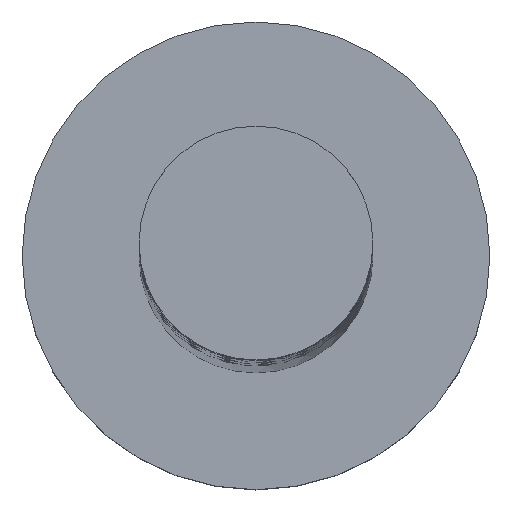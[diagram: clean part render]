
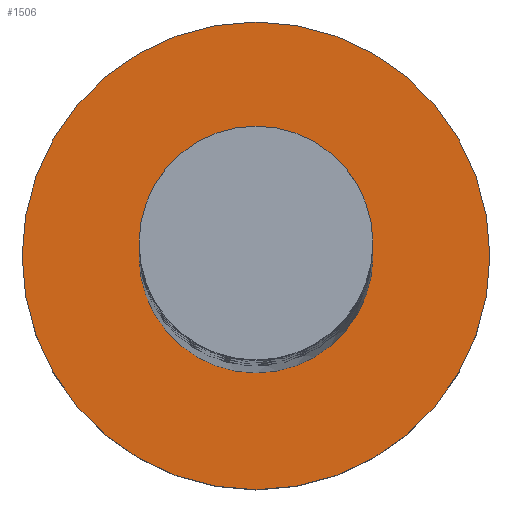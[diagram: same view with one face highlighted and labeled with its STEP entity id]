
A CAD part, top view. The second image highlights one B-rep face of the part: STEP entity #1506.
In plain terms, the highlighted planar face has unit normal (0, 0, 1).
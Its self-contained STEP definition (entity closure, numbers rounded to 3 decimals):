
#30 = AXIS2_PLACEMENT_3D ( 'NONE', #1060, #1184, #1299 ) ;
#61 = AXIS2_PLACEMENT_3D ( 'NONE', #997, #1521, #1509 ) ;
#110 = DIRECTION ( 'NONE',  ( 1., 0., 0. ) ) ;
#183 = ORIENTED_EDGE ( 'NONE', *, *, #192, .F. ) ;
#188 = VERTEX_POINT ( 'NONE', #607 ) ;
#192 = EDGE_CURVE ( 'NONE', #819, #687, #263, .T. ) ;
#263 = CIRCLE ( 'NONE', #642, 2.5 ) ;
#280 = CARTESIAN_POINT ( 'NONE',  ( 2.5, 0., 3. ) ) ;
#282 = ORIENTED_EDGE ( 'NONE', *, *, #1638, .T. ) ;
#306 = EDGE_LOOP ( 'NONE', ( #183, #890 ) ) ;
#344 = CARTESIAN_POINT ( 'NONE',  ( -2.5, 0., 3. ) ) ;
#347 = FACE_OUTER_BOUND ( 'NONE', #1115, .T. ) ;
#438 = EDGE_CURVE ( 'NONE', #687, #819, #1315, .T. ) ;
#496 = CARTESIAN_POINT ( 'NONE',  ( 0., 0., 3. ) ) ;
#497 = PLANE ( 'NONE',  #1081 ) ;
#505 = DIRECTION ( 'NONE',  ( 0., 0., 1. ) ) ;
#586 = CARTESIAN_POINT ( 'NONE',  ( 0., 0., 3. ) ) ;
#607 = CARTESIAN_POINT ( 'NONE',  ( -5., 0., 3. ) ) ;
#642 = AXIS2_PLACEMENT_3D ( 'NONE', #586, #1253, #1635 ) ;
#672 = EDGE_CURVE ( 'NONE', #1142, #188, #749, .T. ) ;
#687 = VERTEX_POINT ( 'NONE', #280 ) ;
#705 = AXIS2_PLACEMENT_3D ( 'NONE', #496, #1421, #1559 ) ;
#749 = CIRCLE ( 'NONE', #30, 5. ) ;
#766 = FACE_BOUND ( 'NONE', #306, .T. ) ;
#780 = CIRCLE ( 'NONE', #61, 5. ) ;
#804 = CARTESIAN_POINT ( 'NONE',  ( 5., 0., 3. ) ) ;
#819 = VERTEX_POINT ( 'NONE', #344 ) ;
#864 = CARTESIAN_POINT ( 'NONE',  ( 0., 0., 3. ) ) ;
#890 = ORIENTED_EDGE ( 'NONE', *, *, #438, .F. ) ;
#997 = CARTESIAN_POINT ( 'NONE',  ( 0., 0., 3. ) ) ;
#1060 = CARTESIAN_POINT ( 'NONE',  ( 0., 0., 3. ) ) ;
#1081 = AXIS2_PLACEMENT_3D ( 'NONE', #864, #505, #110 ) ;
#1115 = EDGE_LOOP ( 'NONE', ( #282, #1188 ) ) ;
#1142 = VERTEX_POINT ( 'NONE', #804 ) ;
#1184 = DIRECTION ( 'NONE',  ( 0., 0., 1. ) ) ;
#1188 = ORIENTED_EDGE ( 'NONE', *, *, #672, .T. ) ;
#1253 = DIRECTION ( 'NONE',  ( 0., 0., 1. ) ) ;
#1299 = DIRECTION ( 'NONE',  ( 1., 0., 0. ) ) ;
#1315 = CIRCLE ( 'NONE', #705, 2.5 ) ;
#1421 = DIRECTION ( 'NONE',  ( 0., 0., 1. ) ) ;
#1506 = ADVANCED_FACE ( 'NONE', ( #766, #347 ), #497, .T. ) ;
#1509 = DIRECTION ( 'NONE',  ( 1., 0., 0. ) ) ;
#1521 = DIRECTION ( 'NONE',  ( 0., 0., 1. ) ) ;
#1559 = DIRECTION ( 'NONE',  ( 1., 0., 0. ) ) ;
#1635 = DIRECTION ( 'NONE',  ( 1., 0., 0. ) ) ;
#1638 = EDGE_CURVE ( 'NONE', #188, #1142, #780, .T. ) ;
